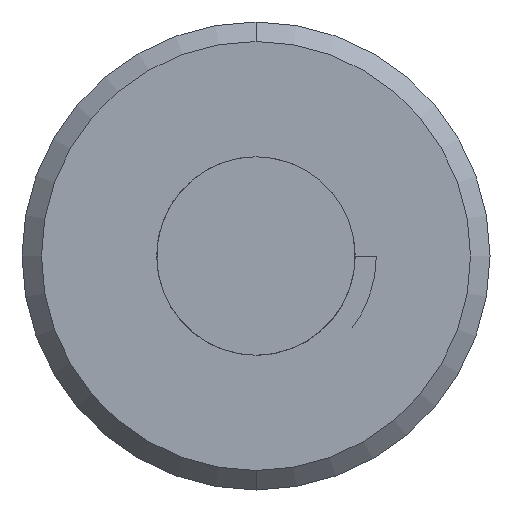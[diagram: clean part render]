
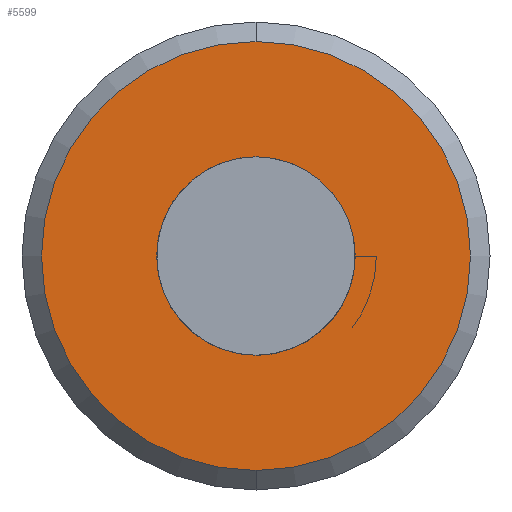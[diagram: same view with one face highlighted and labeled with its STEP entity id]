
A CAD part, front view. The second image highlights one B-rep face of the part: STEP entity #5599.
In plain terms, the highlighted planar face has unit normal (0, -1, 0).
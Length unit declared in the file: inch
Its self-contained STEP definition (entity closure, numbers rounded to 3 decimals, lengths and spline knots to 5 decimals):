
#77 = DIRECTION ( 'NONE',  ( 0., 1., 0. ) ) ;
#417 = EDGE_CURVE ( 'NONE', #2060, #2562, #1827, .T. ) ;
#776 = FACE_BOUND ( 'NONE', #6359, .T. ) ;
#822 = VERTEX_POINT ( 'NONE', #3234 ) ;
#1419 = DIRECTION ( 'NONE',  ( 0., 0., 1. ) ) ;
#1641 = AXIS2_PLACEMENT_3D ( 'NONE', #9775, #10822, #1419 ) ;
#1761 = CARTESIAN_POINT ( 'NONE',  ( 0., -1.625, 0. ) ) ;
#1827 = CIRCLE ( 'NONE', #1641, 0.0795 ) ;
#1978 = VERTEX_POINT ( 'NONE', #6006 ) ;
#2048 = CIRCLE ( 'NONE', #3995, 0.0795 ) ;
#2060 = VERTEX_POINT ( 'NONE', #3450 ) ;
#2365 = AXIS2_PLACEMENT_3D ( 'NONE', #3873, #7416, #8311 ) ;
#2411 = EDGE_CURVE ( 'NONE', #822, #2060, #11179, .T. ) ;
#2562 = VERTEX_POINT ( 'NONE', #4758 ) ;
#2672 = DIRECTION ( 'NONE',  ( 0., 0., 1. ) ) ;
#3099 = ORIENTED_EDGE ( 'NONE', *, *, #2411, .T. ) ;
#3134 = CARTESIAN_POINT ( 'NONE',  ( 0., -1.625, -0.17187 ) ) ;
#3234 = CARTESIAN_POINT ( 'NONE',  ( 0., -1.625, 0.0795 ) ) ;
#3450 = CARTESIAN_POINT ( 'NONE',  ( 0.0795, -1.625, 0. ) ) ;
#3873 = CARTESIAN_POINT ( 'NONE',  ( 0., -1.625, 0. ) ) ;
#3995 = AXIS2_PLACEMENT_3D ( 'NONE', #7468, #9336, #7525 ) ;
#4222 = DIRECTION ( 'NONE',  ( 0., 1., 0. ) ) ;
#4687 = VERTEX_POINT ( 'NONE', #3134 ) ;
#4698 = ORIENTED_EDGE ( 'NONE', *, *, #417, .T. ) ;
#4758 = CARTESIAN_POINT ( 'NONE',  ( 0., -1.625, -0.0795 ) ) ;
#4808 = EDGE_CURVE ( 'NONE', #4687, #1978, #8847, .T. ) ;
#5209 = CARTESIAN_POINT ( 'NONE',  ( 0., -1.625, 0. ) ) ;
#5233 = DIRECTION ( 'NONE',  ( 0., -1., 0. ) ) ;
#5463 = AXIS2_PLACEMENT_3D ( 'NONE', #11155, #5233, #10311 ) ;
#5599 = ADVANCED_FACE ( 'NONE', ( #776, #9277 ), #10315, .F. ) ;
#6006 = CARTESIAN_POINT ( 'NONE',  ( 0., -1.625, 0.17187 ) ) ;
#6189 = EDGE_LOOP ( 'NONE', ( #9235, #10867 ) ) ;
#6359 = EDGE_LOOP ( 'NONE', ( #4698, #7438, #3099 ) ) ;
#7111 = EDGE_CURVE ( 'NONE', #1978, #4687, #7958, .T. ) ;
#7416 = DIRECTION ( 'NONE',  ( 0., -1., 0. ) ) ;
#7438 = ORIENTED_EDGE ( 'NONE', *, *, #7788, .T. ) ;
#7468 = CARTESIAN_POINT ( 'NONE',  ( 0., -1.625, 0. ) ) ;
#7525 = DIRECTION ( 'NONE',  ( 0., 0., 1. ) ) ;
#7788 = EDGE_CURVE ( 'NONE', #2562, #822, #2048, .T. ) ;
#7958 = CIRCLE ( 'NONE', #5463, 0.17187 ) ;
#8311 = DIRECTION ( 'NONE',  ( 0., 0., 1. ) ) ;
#8665 = DIRECTION ( 'NONE',  ( 0., 0., 1. ) ) ;
#8847 = CIRCLE ( 'NONE', #2365, 0.17187 ) ;
#9235 = ORIENTED_EDGE ( 'NONE', *, *, #7111, .T. ) ;
#9277 = FACE_OUTER_BOUND ( 'NONE', #6189, .T. ) ;
#9336 = DIRECTION ( 'NONE',  ( 0., 1., 0. ) ) ;
#9370 = AXIS2_PLACEMENT_3D ( 'NONE', #5209, #77, #2672 ) ;
#9586 = AXIS2_PLACEMENT_3D ( 'NONE', #1761, #4222, #8665 ) ;
#9775 = CARTESIAN_POINT ( 'NONE',  ( 0., -1.625, 0. ) ) ;
#10311 = DIRECTION ( 'NONE',  ( 0., 0., 1. ) ) ;
#10315 = PLANE ( 'NONE',  #9586 ) ;
#10822 = DIRECTION ( 'NONE',  ( 0., 1., 0. ) ) ;
#10867 = ORIENTED_EDGE ( 'NONE', *, *, #4808, .T. ) ;
#11155 = CARTESIAN_POINT ( 'NONE',  ( 0., -1.625, 0. ) ) ;
#11179 = CIRCLE ( 'NONE', #9370, 0.0795 ) ;
